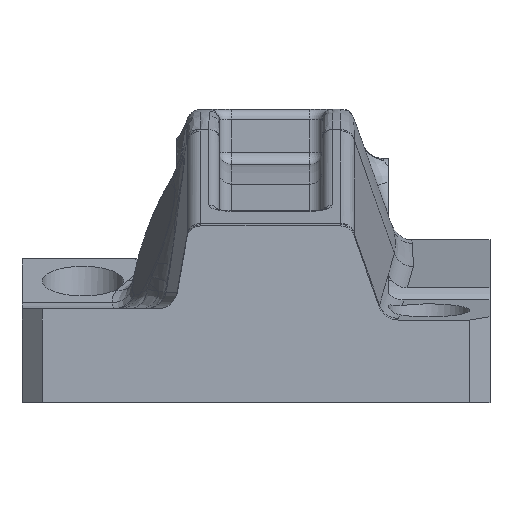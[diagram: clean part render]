
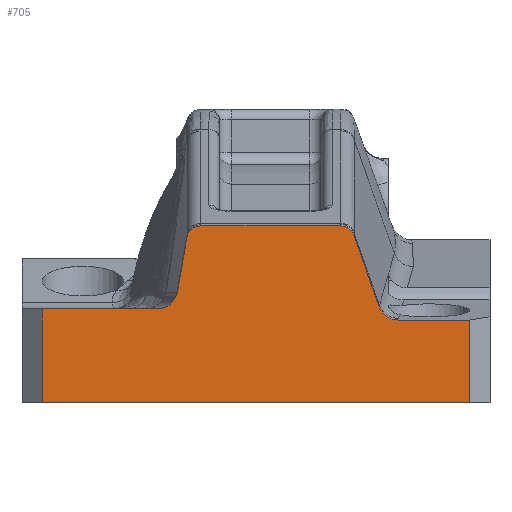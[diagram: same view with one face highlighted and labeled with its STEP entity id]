
A CAD part, front view. The second image highlights one B-rep face of the part: STEP entity #705.
In plain terms, the highlighted planar face has unit normal (0, -1, 0).
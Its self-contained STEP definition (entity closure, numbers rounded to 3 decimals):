
#705=ADVANCED_FACE('',(#1741),#1742,.F.);
#1741=FACE_OUTER_BOUND('',#4073,.T.);
#1742=PLANE('',#4074);
#4073=EDGE_LOOP('',(#8893,#8894,#8895,#8896,#8897,#8898,#8899,#8900,#8901,#8902,#8903,#8904,#8905,#8906,#8907,#8908,#8909));
#4074=AXIS2_PLACEMENT_3D('',#8910,#8911,#8912);
#8893=ORIENTED_EDGE('',*,*,#12526,.T.);
#8894=ORIENTED_EDGE('',*,*,#12527,.T.);
#8895=ORIENTED_EDGE('',*,*,#12528,.T.);
#8896=ORIENTED_EDGE('',*,*,#12529,.F.);
#8897=ORIENTED_EDGE('',*,*,#12530,.F.);
#8898=ORIENTED_EDGE('',*,*,#12531,.T.);
#8899=ORIENTED_EDGE('',*,*,#12532,.T.);
#8900=ORIENTED_EDGE('',*,*,#12533,.T.);
#8901=ORIENTED_EDGE('',*,*,#12534,.T.);
#8902=ORIENTED_EDGE('',*,*,#12535,.T.);
#8903=ORIENTED_EDGE('',*,*,#12536,.T.);
#8904=ORIENTED_EDGE('',*,*,#12537,.T.);
#8905=ORIENTED_EDGE('',*,*,#12538,.F.);
#8906=ORIENTED_EDGE('',*,*,#12539,.F.);
#8907=ORIENTED_EDGE('',*,*,#12540,.F.);
#8908=ORIENTED_EDGE('',*,*,#12541,.T.);
#8909=ORIENTED_EDGE('',*,*,#12542,.F.);
#8910=CARTESIAN_POINT('',(557.955,70.0,364.321));
#8911=DIRECTION('',(0.,1.0,0.));
#8912=DIRECTION('',(-1.0,0.,0.));
#12526=EDGE_CURVE('',#14365,#14366,#14367,.T.);
#12527=EDGE_CURVE('',#14366,#14368,#14369,.T.);
#12528=EDGE_CURVE('',#14368,#14370,#14371,.T.);
#12529=EDGE_CURVE('',#14372,#14370,#14373,.T.);
#12530=EDGE_CURVE('',#14374,#14372,#14375,.T.);
#12531=EDGE_CURVE('',#14374,#14376,#14377,.T.);
#12532=EDGE_CURVE('',#14376,#14378,#14379,.T.);
#12533=EDGE_CURVE('',#14378,#14380,#14381,.T.);
#12534=EDGE_CURVE('',#14380,#14382,#14383,.T.);
#12535=EDGE_CURVE('',#14382,#14384,#14385,.T.);
#12536=EDGE_CURVE('',#14384,#14386,#14387,.T.);
#12537=EDGE_CURVE('',#14386,#14388,#14389,.T.);
#12538=EDGE_CURVE('',#14390,#14388,#14391,.T.);
#12539=EDGE_CURVE('',#14392,#14390,#14393,.T.);
#12540=EDGE_CURVE('',#14394,#14392,#14395,.T.);
#12541=EDGE_CURVE('',#14394,#14396,#14397,.T.);
#12542=EDGE_CURVE('',#14365,#14396,#14398,.T.);
#14365=VERTEX_POINT('',#18392);
#14366=VERTEX_POINT('',#18393);
#14367=LINE('',#18394,#18395);
#14368=VERTEX_POINT('',#18396);
#14369=B_SPLINE_CURVE_WITH_KNOTS('',2,(#18397,#18398,#18399,#18400,#18401),.UNSPECIFIED.,.F.,.F.,(3,2,3),(0.0,0.5,1.0),.UNSPECIFIED.);
#14370=VERTEX_POINT('',#18402);
#14371=B_SPLINE_CURVE_WITH_KNOTS('',2,(#18403,#18404,#18405,#18406,#18407,#18408,#18409,#18410,#18411),.UNSPECIFIED.,.F.,.F.,(3,2,2,2,3),(0.0,0.25,0.5,0.75,1.0),.UNSPECIFIED.);
#14372=VERTEX_POINT('',#18412);
#14373=LINE('',#18413,#18414);
#14374=VERTEX_POINT('',#18415);
#14375=LINE('',#18416,#18417);
#14376=VERTEX_POINT('',#18418);
#14377=LINE('',#18419,#18420);
#14378=VERTEX_POINT('',#18421);
#14379=LINE('',#18422,#18423);
#14380=VERTEX_POINT('',#18424);
#14381=LINE('',#18425,#18426);
#14382=VERTEX_POINT('',#18427);
#14383=B_SPLINE_CURVE_WITH_KNOTS('',2,(#18428,#18429,#18430),.UNSPECIFIED.,.F.,.F.,(3,3),(0.0,1.0),.UNSPECIFIED.);
#14384=VERTEX_POINT('',#18431);
#14385=B_SPLINE_CURVE_WITH_KNOTS('',2,(#18432,#18433,#18434),.UNSPECIFIED.,.F.,.F.,(3,3),(0.0,1.0),.UNSPECIFIED.);
#14386=VERTEX_POINT('',#18435);
#14387=B_SPLINE_CURVE_WITH_KNOTS('',2,(#18436,#18437,#18438),.UNSPECIFIED.,.F.,.F.,(3,3),(0.0,1.0),.UNSPECIFIED.);
#14388=VERTEX_POINT('',#18439);
#14389=B_SPLINE_CURVE_WITH_KNOTS('',2,(#18440,#18441,#18442),.UNSPECIFIED.,.F.,.F.,(3,3),(0.0,1.0),.UNSPECIFIED.);
#14390=VERTEX_POINT('',#18443);
#14391=LINE('',#18444,#18445);
#14392=VERTEX_POINT('',#18446);
#14393=B_SPLINE_CURVE_WITH_KNOTS('',5,(#18447,#18448,#18449,#18450,#18451,#18452,#18453,#18454,#18455,#18456,#18457,#18458),.UNSPECIFIED.,.F.,.F.,(6,3,3,6),(0.0,2.573,5.188,6.128),.UNSPECIFIED.);
#14394=VERTEX_POINT('',#18459);
#14395=LINE('',#18460,#18461);
#14396=VERTEX_POINT('',#18462);
#14397=B_SPLINE_CURVE_WITH_KNOTS('',5,(#18463,#18464,#18465,#18466,#18467,#18468,#18469,#18470,#18471,#18472,#18473,#18474),.UNSPECIFIED.,.F.,.F.,(6,3,3,6),(0.0,2.573,5.186,6.174),.UNSPECIFIED.);
#14398=LINE('',#18475,#18476);
#18392=CARTESIAN_POINT('',(483.468,70.,404.754));
#18393=CARTESIAN_POINT('',(481.122,70.0,391.454));
#18394=CARTESIAN_POINT('',(482.295,70.0,398.104));
#18395=VECTOR('',#22361,1.0);
#18396=CARTESIAN_POINT('',(480.528,70.0,389.821));
#18397=CARTESIAN_POINT('',(481.122,70.0,391.454));
#18398=CARTESIAN_POINT('',(481.046,70.0,391.023));
#18399=CARTESIAN_POINT('',(480.896,70.0,390.611));
#18400=CARTESIAN_POINT('',(480.746,70.0,390.199));
#18401=CARTESIAN_POINT('',(480.528,70.0,389.821));
#18402=CARTESIAN_POINT('',(476.194,70.0,387.321));
#18403=CARTESIAN_POINT('',(480.528,70.0,389.821));
#18404=CARTESIAN_POINT('',(480.197,70.0,389.25));
#18405=CARTESIAN_POINT('',(479.732,70.0,388.786));
#18406=CARTESIAN_POINT('',(479.265,70.0,388.319));
#18407=CARTESIAN_POINT('',(478.697,70.0,387.992));
#18408=CARTESIAN_POINT('',(478.125,70.0,387.662));
#18409=CARTESIAN_POINT('',(477.49,70.0,387.492));
#18410=CARTESIAN_POINT('',(476.854,70.0,387.322));
#18411=CARTESIAN_POINT('',(476.194,70.0,387.321));
#18412=CARTESIAN_POINT('',(447.955,70.0,387.321));
#18413=CARTESIAN_POINT('',(462.074,70.0,387.321));
#18414=VECTOR('',#22362,1.0);
#18415=CARTESIAN_POINT('',(447.955,70.0,364.321));
#18416=CARTESIAN_POINT('',(447.955,70.0,375.821));
#18417=VECTOR('',#22363,1.0);
#18418=CARTESIAN_POINT('',(552.955,70.0,364.321));
#18419=CARTESIAN_POINT('',(500.455,70.0,364.321));
#18420=VECTOR('',#22364,1.0);
#18421=CARTESIAN_POINT('',(552.955,70.0,384.598));
#18422=CARTESIAN_POINT('',(552.955,70.0,374.46));
#18423=VECTOR('',#22365,1.0);
#18424=CARTESIAN_POINT('',(535.392,70.0,384.598));
#18425=CARTESIAN_POINT('',(544.173,70.0,384.598));
#18426=VECTOR('',#22366,1.0);
#18427=CARTESIAN_POINT('',(533.88,70.0,384.835));
#18428=CARTESIAN_POINT('',(535.392,70.0,384.598));
#18429=CARTESIAN_POINT('',(534.617,70.0,384.598));
#18430=CARTESIAN_POINT('',(533.88,70.0,384.835));
#18431=CARTESIAN_POINT('',(532.514,70.0,385.523));
#18432=CARTESIAN_POINT('',(533.88,70.0,384.835));
#18433=CARTESIAN_POINT('',(533.144,70.0,385.072));
#18434=CARTESIAN_POINT('',(532.514,70.0,385.523));
#18435=CARTESIAN_POINT('',(531.423,70.0,386.591));
#18436=CARTESIAN_POINT('',(532.514,70.0,385.523));
#18437=CARTESIAN_POINT('',(531.887,70.0,385.971));
#18438=CARTESIAN_POINT('',(531.423,70.0,386.591));
#18439=CARTESIAN_POINT('',(530.705,70.0,387.933));
#18440=CARTESIAN_POINT('',(531.423,70.0,386.591));
#18441=CARTESIAN_POINT('',(530.963,70.0,387.206));
#18442=CARTESIAN_POINT('',(530.705,70.0,387.933));
#18443=CARTESIAN_POINT('',(524.54,70.0,405.343));
#18444=CARTESIAN_POINT('',(527.622,70.0,396.638));
#18445=VECTOR('',#22367,1.0);
#18446=CARTESIAN_POINT('',(521.256,70.0,407.703));
#18447=CARTESIAN_POINT('',(521.256,70.0,407.703));
#18448=CARTESIAN_POINT('',(521.619,70.0,407.703));
#18449=CARTESIAN_POINT('',(521.981,70.0,407.655));
#18450=CARTESIAN_POINT('',(522.335,70.0,407.558));
#18451=CARTESIAN_POINT('',(523.014,70.0,407.272));
#18452=CARTESIAN_POINT('',(523.595,70.0,406.821));
#18453=CARTESIAN_POINT('',(523.856,70.0,406.556));
#18454=CARTESIAN_POINT('',(524.161,70.0,406.155));
#18455=CARTESIAN_POINT('',(524.39,70.0,405.711));
#18456=CARTESIAN_POINT('',(524.446,70.0,405.59));
#18457=CARTESIAN_POINT('',(524.496,70.0,405.467));
#18458=CARTESIAN_POINT('',(524.54,70.0,405.343));
#18459=CARTESIAN_POINT('',(486.863,70.0,407.703));
#18460=CARTESIAN_POINT('',(504.06,70.0,407.703));
#18461=VECTOR('',#22368,1.0);
#18462=CARTESIAN_POINT('',(483.565,70.0,405.308));
#18463=CARTESIAN_POINT('',(486.863,70.0,407.703));
#18464=CARTESIAN_POINT('',(486.501,70.0,407.703));
#18465=CARTESIAN_POINT('',(486.138,70.0,407.655));
#18466=CARTESIAN_POINT('',(485.784,70.0,407.558));
#18467=CARTESIAN_POINT('',(485.105,70.0,407.272));
#18468=CARTESIAN_POINT('',(484.523,70.0,406.82));
#18469=CARTESIAN_POINT('',(484.262,70.0,406.555));
#18470=CARTESIAN_POINT('',(483.952,70.0,406.148));
#18471=CARTESIAN_POINT('',(483.72,70.0,405.697));
#18472=CARTESIAN_POINT('',(483.662,70.0,405.57));
#18473=CARTESIAN_POINT('',(483.611,70.0,405.44));
#18474=CARTESIAN_POINT('',(483.565,70.0,405.308));
#18475=CARTESIAN_POINT('',(483.516,70.0,405.031));
#18476=VECTOR('',#22369,1.0);
#22361=DIRECTION('',(-0.174,0.0,-0.985));
#22362=DIRECTION('',(1.0,0.0,0.0));
#22363=DIRECTION('',(0.0,0.0,1.0));
#22364=DIRECTION('',(1.0,0.0,0.0));
#22365=DIRECTION('',(0.0,0.0,1.0));
#22366=DIRECTION('',(-1.0,0.0,0.0));
#22367=DIRECTION('',(0.334,0.0,-0.943));
#22368=DIRECTION('',(1.0,0.0,0.));
#22369=DIRECTION('',(0.174,0.0,0.985));
